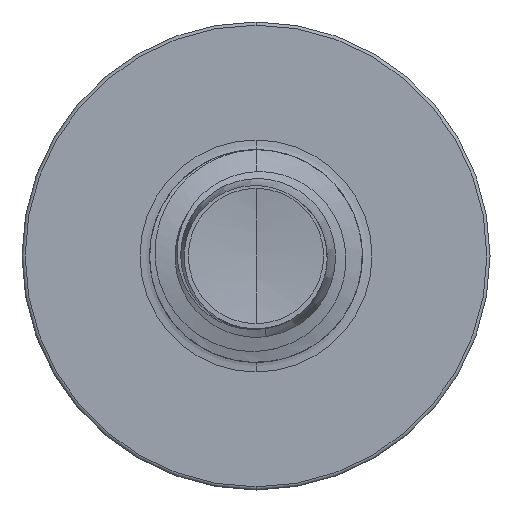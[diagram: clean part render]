
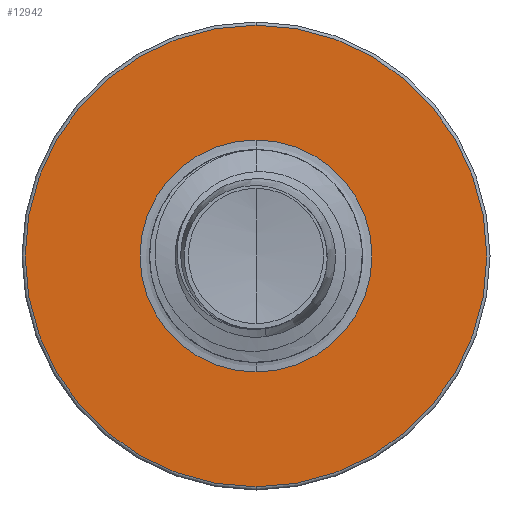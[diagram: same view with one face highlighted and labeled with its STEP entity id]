
A CAD part, front view. The second image highlights one B-rep face of the part: STEP entity #12942.
In plain terms, the highlighted planar face has unit normal (0, -1, 0).
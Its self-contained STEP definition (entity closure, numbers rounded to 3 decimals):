
#590 = CARTESIAN_POINT ( 'NONE',  ( 0., 6., -1.363 ) ) ;
#861 = DIRECTION ( 'NONE',  ( 0., 0., 1. ) ) ;
#906 = DIRECTION ( 'NONE',  ( 0., 1., 0. ) ) ;
#922 = CARTESIAN_POINT ( 'NONE',  ( 0., 6., 0. ) ) ;
#2134 = CARTESIAN_POINT ( 'NONE',  ( 0., 6., 1.363 ) ) ;
#2515 = CARTESIAN_POINT ( 'NONE',  ( 0., 6., -1.363 ) ) ;
#2904 = EDGE_LOOP ( 'NONE', ( #21500, #13059 ) ) ;
#3160 = EDGE_LOOP ( 'NONE', ( #5080, #19933 ) ) ;
#3296 = EDGE_CURVE ( 'NONE', #20395, #21253, #19226, .T. ) ;
#5080 = ORIENTED_EDGE ( 'NONE', *, *, #3296, .F. ) ;
#5564 = DIRECTION ( 'NONE',  ( 0., 0., 1. ) ) ;
#5652 = DIRECTION ( 'NONE',  ( 0., 1., 0. ) ) ;
#5688 = CARTESIAN_POINT ( 'NONE',  ( 0., 6., 0. ) ) ;
#5970 = AXIS2_PLACEMENT_3D ( 'NONE', #922, #906, #861 ) ;
#8491 = CARTESIAN_POINT ( 'NONE',  ( 0., 6., -2.712 ) ) ;
#9466 = FACE_BOUND ( 'NONE', #2904, .T. ) ;
#9836 = DIRECTION ( 'NONE',  ( 0., 0., 1. ) ) ;
#9873 = DIRECTION ( 'NONE',  ( 0., 1., 0. ) ) ;
#9913 = CARTESIAN_POINT ( 'NONE',  ( 0., 6., 0. ) ) ;
#11379 = DIRECTION ( 'NONE',  ( 0., 0., 1. ) ) ;
#11381 = VERTEX_POINT ( 'NONE', #590 ) ;
#11407 = DIRECTION ( 'NONE',  ( 0., 1., 0. ) ) ;
#11442 = CARTESIAN_POINT ( 'NONE',  ( 0., 6., 0. ) ) ;
#11868 = CARTESIAN_POINT ( 'NONE',  ( 0., 6., 2.713 ) ) ;
#12942 = ADVANCED_FACE ( 'NONE', ( #18817, #9466 ), #17040, .F. ) ;
#13059 = ORIENTED_EDGE ( 'NONE', *, *, #15930, .T. ) ;
#15659 = CIRCLE ( 'NONE', #20158, 1.363 ) ;
#15930 = EDGE_CURVE ( 'NONE', #11381, #20919, #20115, .T. ) ;
#16983 = DIRECTION ( 'NONE',  ( 0., 0., 1. ) ) ;
#17010 = DIRECTION ( 'NONE',  ( 0., 1., 0. ) ) ;
#17040 = PLANE ( 'NONE',  #19193 ) ;
#18662 = AXIS2_PLACEMENT_3D ( 'NONE', #5688, #5652, #5564 ) ;
#18817 = FACE_OUTER_BOUND ( 'NONE', #3160, .T. ) ;
#19081 = AXIS2_PLACEMENT_3D ( 'NONE', #11442, #11407, #11379 ) ;
#19193 = AXIS2_PLACEMENT_3D ( 'NONE', #2515, #17010, #16983 ) ;
#19226 = CIRCLE ( 'NONE', #19081, 2.713 ) ;
#19271 = EDGE_CURVE ( 'NONE', #21253, #20395, #20106, .T. ) ;
#19751 = EDGE_CURVE ( 'NONE', #20919, #11381, #15659, .T. ) ;
#19933 = ORIENTED_EDGE ( 'NONE', *, *, #19271, .F. ) ;
#20106 = CIRCLE ( 'NONE', #5970, 2.713 ) ;
#20115 = CIRCLE ( 'NONE', #18662, 1.363 ) ;
#20158 = AXIS2_PLACEMENT_3D ( 'NONE', #9913, #9873, #9836 ) ;
#20395 = VERTEX_POINT ( 'NONE', #11868 ) ;
#20919 = VERTEX_POINT ( 'NONE', #2134 ) ;
#21253 = VERTEX_POINT ( 'NONE', #8491 ) ;
#21500 = ORIENTED_EDGE ( 'NONE', *, *, #19751, .T. ) ;
